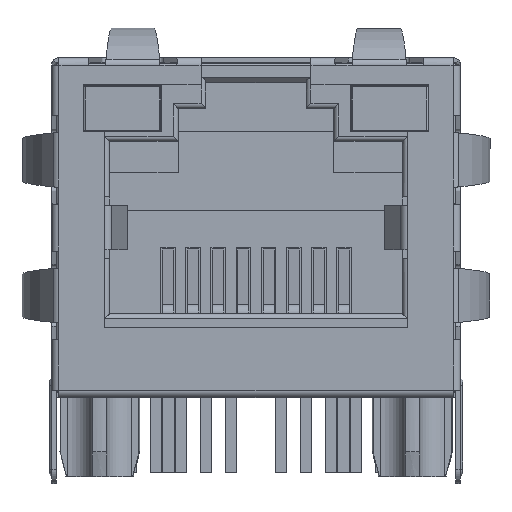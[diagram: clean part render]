
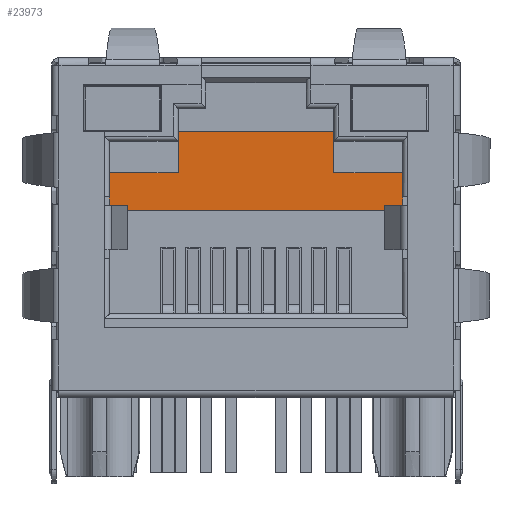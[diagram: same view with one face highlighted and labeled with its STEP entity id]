
A CAD part, front view. The second image highlights one B-rep face of the part: STEP entity #23973.
In plain terms, the highlighted planar face has unit normal (0, -1, 0).
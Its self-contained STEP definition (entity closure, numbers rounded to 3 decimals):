
#6275=ORIENTED_EDGE('',*,*,#8537,.F.);
#6276=ORIENTED_EDGE('',*,*,#8781,.F.);
#6277=ORIENTED_EDGE('',*,*,#8601,.T.);
#6278=ORIENTED_EDGE('',*,*,#8789,.F.);
#6279=ORIENTED_EDGE('',*,*,#8543,.T.);
#6280=ORIENTED_EDGE('',*,*,#8791,.F.);
#6281=ORIENTED_EDGE('',*,*,#8697,.T.);
#6282=ORIENTED_EDGE('',*,*,#8947,.F.);
#6283=ORIENTED_EDGE('',*,*,#8606,.F.);
#6284=ORIENTED_EDGE('',*,*,#8958,.F.);
#8537=EDGE_CURVE('',#10368,#10369,#11889,.T.);
#8543=EDGE_CURVE('',#10374,#10375,#11895,.T.);
#8601=EDGE_CURVE('',#10410,#10411,#11936,.T.);
#8606=EDGE_CURVE('',#10098,#10415,#11941,.T.);
#8697=EDGE_CURVE('',#10103,#10483,#12032,.T.);
#8781=EDGE_CURVE('',#10410,#10368,#12084,.T.);
#8789=EDGE_CURVE('',#10374,#10411,#12092,.T.);
#8791=EDGE_CURVE('',#10103,#10375,#12094,.T.);
#8947=EDGE_CURVE('',#10415,#10483,#12184,.T.);
#8958=EDGE_CURVE('',#10369,#10098,#12195,.T.);
#10098=VERTEX_POINT('',#35165);
#10103=VERTEX_POINT('',#35179);
#10368=VERTEX_POINT('',#35992);
#10369=VERTEX_POINT('',#35994);
#10374=VERTEX_POINT('',#36007);
#10375=VERTEX_POINT('',#36008);
#10410=VERTEX_POINT('',#36118);
#10411=VERTEX_POINT('',#36120);
#10415=VERTEX_POINT('',#36132);
#10483=VERTEX_POINT('',#36320);
#11889=LINE('',#35993,#13467);
#11895=LINE('',#36006,#13473);
#11936=LINE('',#36121,#13514);
#11941=LINE('',#36131,#13519);
#12032=LINE('',#36321,#13610);
#12084=LINE('',#36490,#13662);
#12092=LINE('',#36504,#13670);
#12094=LINE('',#36507,#13672);
#12184=LINE('',#36903,#13762);
#12195=LINE('',#36917,#13773);
#13467=VECTOR('',#28847,1000.);
#13473=VECTOR('',#28857,1000.);
#13514=VECTOR('',#28970,1000.);
#13519=VECTOR('',#28979,1000.);
#13610=VECTOR('',#29130,1000.);
#13662=VECTOR('',#29332,1000.);
#13670=VECTOR('',#29352,1000.);
#13672=VECTOR('',#29356,1000.);
#13762=VECTOR('',#29666,1000.);
#13773=VECTOR('',#29683,1000.);
#14775=EDGE_LOOP('',(#6275,#6276,#6277,#6278,#6279,#6280,#6281,#6282,#6283,
#6284));
#15798=FACE_BOUND('',#14775,.T.);
#16447=PLANE('',#25358);
#23973=ADVANCED_FACE('',(#15798),#16447,.F.);
#25358=AXIS2_PLACEMENT_3D('',#36918,#29684,#29685);
#28847=DIRECTION('',(-1.,0.,0.));
#28857=DIRECTION('',(1.,0.,0.));
#28970=DIRECTION('',(1.,0.,0.));
#28979=DIRECTION('',(0.,0.,1.));
#29130=DIRECTION('',(0.,0.,1.));
#29332=DIRECTION('',(0.,0.,1.));
#29352=DIRECTION('',(0.,0.,-1.));
#29356=DIRECTION('',(0.,0.,-1.));
#29666=DIRECTION('',(1.,0.,0.));
#29683=DIRECTION('',(0.,0.,1.));
#29684=DIRECTION('',(0.,1.,0.));
#29685=DIRECTION('',(0.,0.,1.));
#35165=CARTESIAN_POINT('',(-5.955,-0.12,-1.25));
#35179=CARTESIAN_POINT('',(5.955,-0.12,-1.25));
#35992=CARTESIAN_POINT('',(-3.155,-0.12,-2.235));
#35993=CARTESIAN_POINT('',(-5.955,-0.12,-2.235));
#35994=CARTESIAN_POINT('',(-5.955,-0.12,-2.235));
#36006=CARTESIAN_POINT('',(-5.955,-0.12,-2.235));
#36007=CARTESIAN_POINT('',(3.155,-0.12,-2.235));
#36008=CARTESIAN_POINT('',(5.955,-0.12,-2.235));
#36118=CARTESIAN_POINT('',(-3.155,-0.12,-3.885));
#36120=CARTESIAN_POINT('',(3.155,-0.12,-3.885));
#36121=CARTESIAN_POINT('',(-5.955,-0.12,-3.885));
#36131=CARTESIAN_POINT('',(-5.955,-0.12,3.5));
#36132=CARTESIAN_POINT('',(-5.955,-0.12,-0.685));
#36320=CARTESIAN_POINT('',(5.955,-0.12,-0.685));
#36321=CARTESIAN_POINT('',(5.955,-0.12,3.5));
#36490=CARTESIAN_POINT('',(-3.155,-0.12,-4.835));
#36504=CARTESIAN_POINT('',(3.155,-0.12,-3.5));
#36507=CARTESIAN_POINT('',(5.955,-0.12,-1.25));
#36903=CARTESIAN_POINT('',(-5.955,-0.12,-0.685));
#36917=CARTESIAN_POINT('',(-5.955,-0.12,-3.5));
#36918=CARTESIAN_POINT('',(-5.955,-0.12,3.5));
